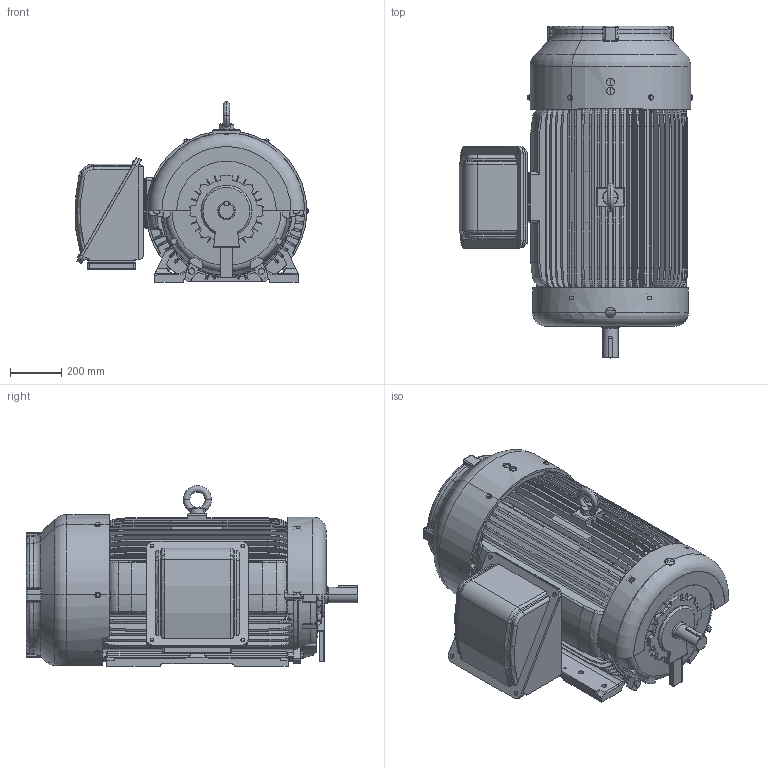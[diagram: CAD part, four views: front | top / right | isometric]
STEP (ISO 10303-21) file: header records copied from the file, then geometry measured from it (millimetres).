
FILE_DESCRIPTION (( 'STEP AP203' ), '1' );
FILE_NAME ('AEHH8N_449TS.STEP', '2021-03-25T01:18:11', ( '' ), ( '' ), 'SwSTEP 2.0', 'SolidWorks 2020', '' );
FILE_SCHEMA (( 'CONFIG_CONTROL_DESIGN' ));
Length unit declared in the file: inch
Products named in the file (1): AEHH8N_449TS
Bounding box: 916.04 x 1299.21 x 707.4 mm (x, y, z)
Volume: 321720087.7 mm3; surface area: 6860719 mm2
Topology: 18 solids, 34 shells, 2939 faces, 7653 edges, 4901 vertices
Faces by surface type: plane 1047, bspline 668, cylinder 633, cone 379, torus 202, sphere 10
Entity records: 155051 total; most frequent: CARTESIAN_POINT 89546, ORIENTED_EDGE 15182, DIRECTION 11042, EDGE_CURVE 7591, VERTEX_POINT 4893, AXIS2_PLACEMENT_3D 4034, EDGE_LOOP 3156, VECTOR 2974
